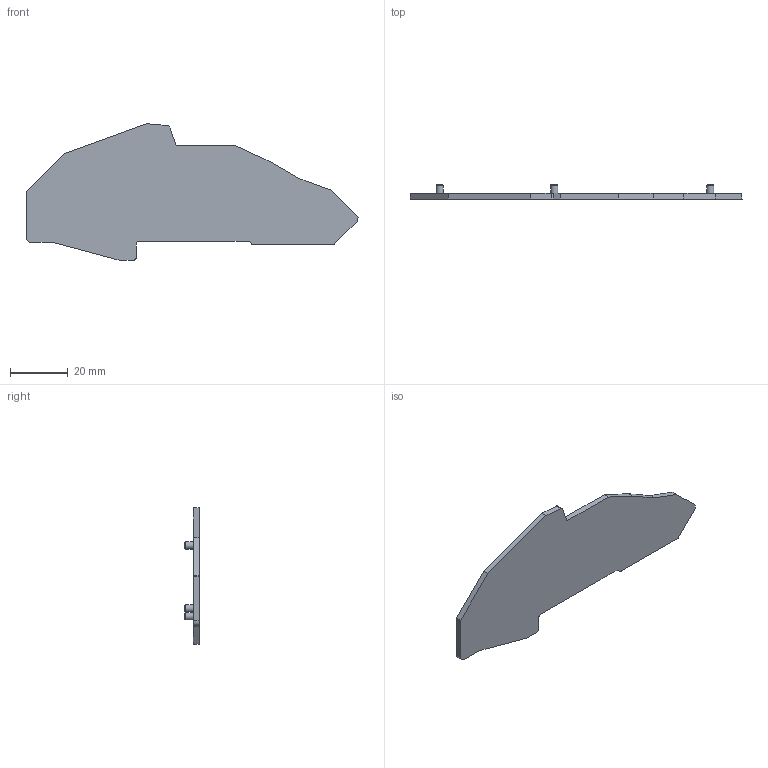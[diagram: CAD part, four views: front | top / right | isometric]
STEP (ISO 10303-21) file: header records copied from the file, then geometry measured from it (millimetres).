
FILE_DESCRIPTION(/* description */ ('Unknown'),/* implementation_level */ '2;1');
FILE_NAME(/* name */ 'D-BKF-SA',/* time_stamp */ '2024-11-14T12:00:31-03:00',/* author */ ('Unknown'),/* organization */ ('Unknown'),/* preprocessor_version */ 'ST-DEVELOPER v16.7',/* originating_system */ 'Solid Edge',/* authorisation */ 'Unknown');
FILE_SCHEMA (('AUTOMOTIVE_DESIGN {1 0 10303 214 3 1 1}'));
Length unit declared in the file: millimetre
Products named in the file (1): D-BKF-SA
Bounding box: 115 x 5 x 47.32 mm (x, y, z)
Volume: 7042 mm3; surface area: 7621.3 mm2
Topology: 1 solids, 1 shells, 41 faces, 105 edges, 69 vertices
Faces by surface type: plane 24, cylinder 14, bspline 3
Full cylindrical faces by diameter (mm): 2.5 x3
Entity records: 1420 total; most frequent: CARTESIAN_POINT 402, DIRECTION 202, ORIENTED_EDGE 198, EDGE_CURVE 99, VERTEX_POINT 69, LINE 68, VECTOR 68, AXIS2_PLACEMENT_3D 67
